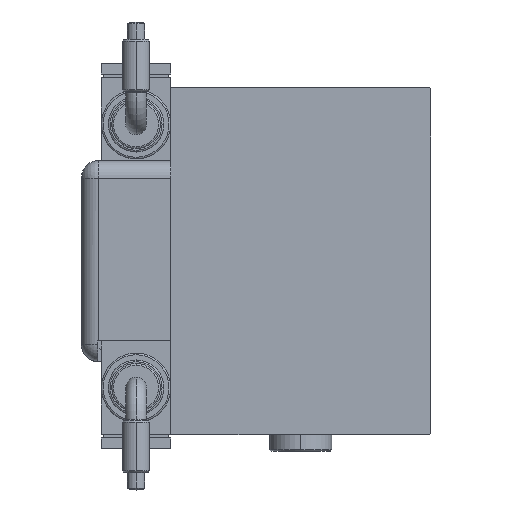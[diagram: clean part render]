
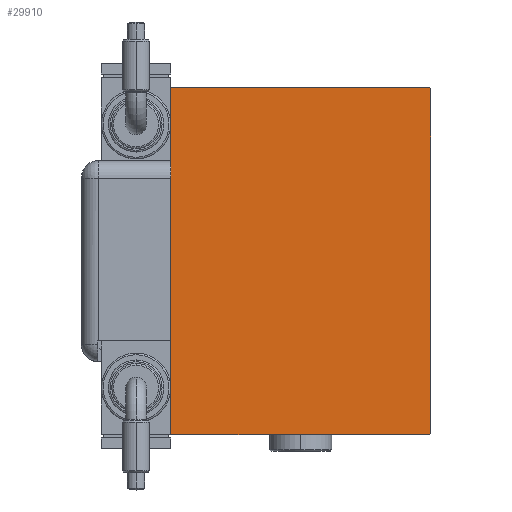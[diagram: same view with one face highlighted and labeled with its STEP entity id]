
A CAD part, left-side view. The second image highlights one B-rep face of the part: STEP entity #29910.
In plain terms, the highlighted face is planar.
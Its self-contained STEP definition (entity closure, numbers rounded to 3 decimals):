
#512 = VECTOR ( 'NONE', #45227, 1000. ) ;
#1102 = LINE ( 'NONE', #6520, #512 ) ;
#2432 = VERTEX_POINT ( 'NONE', #13333 ) ;
#2591 = VECTOR ( 'NONE', #56260, 1000. ) ;
#3225 = LINE ( 'NONE', #52137, #12380 ) ;
#6520 = CARTESIAN_POINT ( 'NONE',  ( 193., 37.5, 50. ) ) ;
#8333 = DIRECTION ( 'NONE',  ( 0., 1., 0. ) ) ;
#9957 = VECTOR ( 'NONE', #46563, 1000. ) ;
#10390 = VERTEX_POINT ( 'NONE', #54179 ) ;
#12380 = VECTOR ( 'NONE', #8333, 1000. ) ;
#12443 = LINE ( 'NONE', #46029, #2591 ) ;
#12684 = CARTESIAN_POINT ( 'NONE',  ( 193., 37.5, -50. ) ) ;
#13333 = CARTESIAN_POINT ( 'NONE',  ( 193., -37.2, -50. ) ) ;
#13542 = EDGE_CURVE ( 'NONE', #54771, #14232, #46878, .T. ) ;
#13548 = LINE ( 'NONE', #47759, #34016 ) ;
#14232 = VERTEX_POINT ( 'NONE', #45951 ) ;
#18087 = AXIS2_PLACEMENT_3D ( 'NONE', #49139, #48819, #58097 ) ;
#19728 = VERTEX_POINT ( 'NONE', #28557 ) ;
#21602 = EDGE_CURVE ( 'NONE', #14232, #34207, #44463, .T. ) ;
#22989 = CARTESIAN_POINT ( 'NONE',  ( 193., -37.5, -49.7 ) ) ;
#23450 = CARTESIAN_POINT ( 'NONE',  ( 193., -43.6, -43.6 ) ) ;
#23977 = VERTEX_POINT ( 'NONE', #58524 ) ;
#24083 = LINE ( 'NONE', #23450, #45088 ) ;
#25058 = EDGE_CURVE ( 'NONE', #10390, #40336, #12443, .T. ) ;
#25091 = ORIENTED_EDGE ( 'NONE', *, *, #53172, .T. ) ;
#27083 = ORIENTED_EDGE ( 'NONE', *, *, #47987, .T. ) ;
#27410 = VECTOR ( 'NONE', #56499, 1000. ) ;
#28557 = CARTESIAN_POINT ( 'NONE',  ( 193., 37.5, -49.7 ) ) ;
#29290 = FACE_OUTER_BOUND ( 'NONE', #42520, .T. ) ;
#29406 = CARTESIAN_POINT ( 'NONE',  ( 193., -37.5, 50. ) ) ;
#29910 = ADVANCED_FACE ( 'NONE', ( #29290 ), #53307, .T. ) ;
#31544 = LINE ( 'NONE', #12684, #27410 ) ;
#31691 = CARTESIAN_POINT ( 'NONE',  ( 193., -37.2, 50. ) ) ;
#33028 = DIRECTION ( 'NONE',  ( 0., 0.707, 0.707 ) ) ;
#34016 = VECTOR ( 'NONE', #33028, 1000. ) ;
#34039 = ORIENTED_EDGE ( 'NONE', *, *, #44594, .T. ) ;
#34207 = VERTEX_POINT ( 'NONE', #22989 ) ;
#38059 = VECTOR ( 'NONE', #54680, 1000. ) ;
#38196 = DIRECTION ( 'NONE',  ( 0., 0.707, -0.707 ) ) ;
#38544 = ORIENTED_EDGE ( 'NONE', *, *, #49924, .T. ) ;
#39306 = ORIENTED_EDGE ( 'NONE', *, *, #25058, .T. ) ;
#40336 = VERTEX_POINT ( 'NONE', #40865 ) ;
#40865 = CARTESIAN_POINT ( 'NONE',  ( 193., 37.2, 50. ) ) ;
#42520 = EDGE_LOOP ( 'NONE', ( #45761, #27083, #25091, #39306, #38544, #58258, #44490, #34039 ) ) ;
#42953 = CARTESIAN_POINT ( 'NONE',  ( 193., -43.6, 43.6 ) ) ;
#44463 = LINE ( 'NONE', #29406, #38059 ) ;
#44490 = ORIENTED_EDGE ( 'NONE', *, *, #21602, .T. ) ;
#44594 = EDGE_CURVE ( 'NONE', #34207, #2432, #24083, .T. ) ;
#45088 = VECTOR ( 'NONE', #38196, 1000. ) ;
#45227 = DIRECTION ( 'NONE',  ( 0., -1., 0. ) ) ;
#45761 = ORIENTED_EDGE ( 'NONE', *, *, #61279, .T. ) ;
#45951 = CARTESIAN_POINT ( 'NONE',  ( 193., -37.5, 49.7 ) ) ;
#46029 = CARTESIAN_POINT ( 'NONE',  ( 193., 43.6, 43.6 ) ) ;
#46563 = DIRECTION ( 'NONE',  ( 0., -0.707, -0.707 ) ) ;
#46878 = LINE ( 'NONE', #42953, #9957 ) ;
#47759 = CARTESIAN_POINT ( 'NONE',  ( 193., 43.6, -43.6 ) ) ;
#47987 = EDGE_CURVE ( 'NONE', #23977, #19728, #13548, .T. ) ;
#48819 = DIRECTION ( 'NONE',  ( 1., 0., 0. ) ) ;
#49139 = CARTESIAN_POINT ( 'NONE',  ( 193., 0., 0. ) ) ;
#49924 = EDGE_CURVE ( 'NONE', #40336, #54771, #1102, .T. ) ;
#52137 = CARTESIAN_POINT ( 'NONE',  ( 193., -37.5, -50. ) ) ;
#53172 = EDGE_CURVE ( 'NONE', #19728, #10390, #31544, .T. ) ;
#53307 = PLANE ( 'NONE',  #18087 ) ;
#54179 = CARTESIAN_POINT ( 'NONE',  ( 193., 37.5, 49.7 ) ) ;
#54680 = DIRECTION ( 'NONE',  ( 0., 0., -1. ) ) ;
#54771 = VERTEX_POINT ( 'NONE', #31691 ) ;
#56260 = DIRECTION ( 'NONE',  ( 0., -0.707, 0.707 ) ) ;
#56499 = DIRECTION ( 'NONE',  ( 0., 0., 1. ) ) ;
#58097 = DIRECTION ( 'NONE',  ( 0., 0., -1. ) ) ;
#58258 = ORIENTED_EDGE ( 'NONE', *, *, #13542, .T. ) ;
#58524 = CARTESIAN_POINT ( 'NONE',  ( 193., 37.2, -50. ) ) ;
#61279 = EDGE_CURVE ( 'NONE', #2432, #23977, #3225, .T. ) ;
